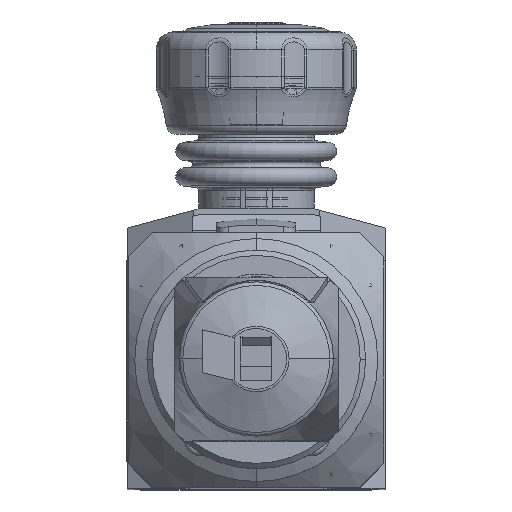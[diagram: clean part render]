
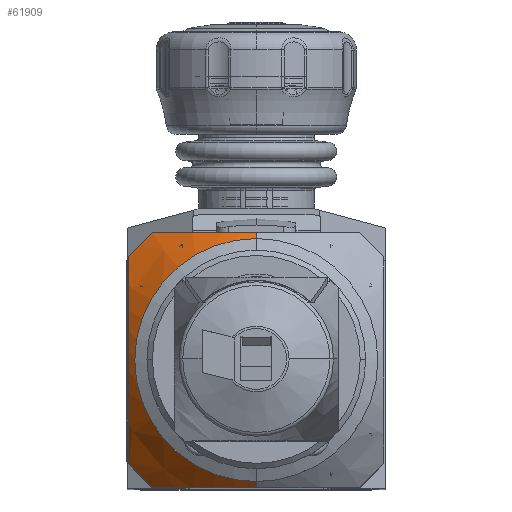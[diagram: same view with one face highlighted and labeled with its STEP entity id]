
A CAD part, top view. The second image highlights one B-rep face of the part: STEP entity #61909.
In plain terms, the highlighted conical face has half-angle 45 degrees and reference radius 23.509 mm.
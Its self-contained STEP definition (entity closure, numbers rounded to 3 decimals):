
#6304=CARTESIAN_POINT('',(-17.,21.,55.581));
#6305=CARTESIAN_POINT('',(-17.444,20.556,55.647));
#6306=CARTESIAN_POINT('',(-18.331,19.669,55.735));
#6307=CARTESIAN_POINT('',(-19.669,18.331,55.735));
#6308=CARTESIAN_POINT('',(-20.556,17.444,55.647));
#6309=CARTESIAN_POINT('',(-21.,17.,55.581));
#6373=CARTESIAN_POINT('',(-21.,-17.,
55.581));
#6374=CARTESIAN_POINT('',(-20.556,-17.444,
55.647));
#6375=CARTESIAN_POINT('',(-19.669,-18.331,
55.735));
#6376=CARTESIAN_POINT('',(-18.331,-19.669,
55.735));
#6377=CARTESIAN_POINT('',(-17.444,-20.556,
55.647));
#6378=CARTESIAN_POINT('',(-17.,-21.,
55.581));
#6384=CARTESIAN_POINT('',(-17.,21.,55.581));
#6385=CARTESIAN_POINT('',(-16.195,21.,56.088));
#6386=CARTESIAN_POINT('',(-14.645,21.,57.019));
#6387=CARTESIAN_POINT('',(-12.53,21.,58.167));
#6388=CARTESIAN_POINT('',(-10.561,21.,59.115));
#6389=CARTESIAN_POINT('',(-8.697,21.,59.891));
#6390=CARTESIAN_POINT('',(-6.898,21.,60.518));
#6391=CARTESIAN_POINT('',(-5.143,21.,61.001));
#6392=CARTESIAN_POINT('',(-3.416,21.,61.346));
#6393=CARTESIAN_POINT('',(-1.707,21.,61.554));
#6394=CARTESIAN_POINT('',(-0.568,21.,61.6));
#6395=CARTESIAN_POINT('',(0.,21.,61.6));
#6397=CARTESIAN_POINT('',(0.,0.,62.6));
#6398=DIRECTION('',(0.,0.,1.));
#6399=DIRECTION('',(0.,1.,0.));
#6400=AXIS2_PLACEMENT_3D('',#6397,#6398,#6399);
#6402=DIRECTION('',(0.,-0.707,-0.707));
#6403=VECTOR('',#6402,1.414);
#6404=CARTESIAN_POINT('',(0.,-20.,62.6));
#6405=LINE('',#6404,#6403);
#6406=CARTESIAN_POINT('',(0.,-21.,61.6));
#6407=CARTESIAN_POINT('',(-0.578,-21.,61.6));
#6408=CARTESIAN_POINT('',(-1.734,-21.,
61.552));
#6409=CARTESIAN_POINT('',(-3.469,-21.,
61.339));
#6410=CARTESIAN_POINT('',(-5.217,-21.,
60.984));
#6411=CARTESIAN_POINT('',(-6.986,-21.,
60.49));
#6412=CARTESIAN_POINT('',(-8.792,-21.,
59.855));
#6413=CARTESIAN_POINT('',(-10.655,-21.,
59.072));
#6414=CARTESIAN_POINT('',(-12.61,-21.,
58.125));
#6415=CARTESIAN_POINT('',(-14.697,-21.,
56.989));
#6416=CARTESIAN_POINT('',(-16.214,-21.,
56.076));
#6417=CARTESIAN_POINT('',(-17.,-21.,
55.581));
#6419=CARTESIAN_POINT('',(-21.,-17.,
55.581));
#6420=CARTESIAN_POINT('',(-21.,-16.179,
56.098));
#6421=CARTESIAN_POINT('',(-21.,-14.602,
57.045));
#6422=CARTESIAN_POINT('',(-21.,-12.46,
58.203));
#6423=CARTESIAN_POINT('',(-21.,-10.476,
59.153));
#6424=CARTESIAN_POINT('',(-21.,-8.612,
59.924));
#6425=CARTESIAN_POINT('',(-21.,-6.819,
60.542));
#6426=CARTESIAN_POINT('',(-21.,-5.08,
61.016));
#6427=CARTESIAN_POINT('',(-21.,-3.37,
61.353));
#6428=CARTESIAN_POINT('',(-21.,-1.683,
61.555));
#6429=CARTESIAN_POINT('',(-21.,0.002,
61.622));
#6430=CARTESIAN_POINT('',(-21.,1.682,61.555));
#6431=CARTESIAN_POINT('',(-21.,3.375,61.353));
#6432=CARTESIAN_POINT('',(-21.,5.081,61.016));
#6433=CARTESIAN_POINT('',(-21.,6.82,60.542));
#6434=CARTESIAN_POINT('',(-21.,8.61,59.925));
#6435=CARTESIAN_POINT('',(-21.,10.477,59.152));
#6436=CARTESIAN_POINT('',(-21.,12.456,58.205));
#6437=CARTESIAN_POINT('',(-21.,14.595,57.048));
#6438=CARTESIAN_POINT('',(-21.,16.176,56.1));
#6439=CARTESIAN_POINT('',(-21.,17.,55.581));
#6441=CARTESIAN_POINT('',(0.,21.,61.6));
#6494=DIRECTION('',(0.,0.707,-0.707));
#6495=VECTOR('',#6494,1.414);
#6496=CARTESIAN_POINT('',(0.,20.,62.6));
#6497=LINE('',#6496,#6495);
#43726=CARTESIAN_POINT('',(-21.,17.,
55.581));
#43727=VERTEX_POINT('',#43726);
#43728=VERTEX_POINT('',#6419);
#43729=CARTESIAN_POINT('',(-17.,21.,
55.581));
#43730=VERTEX_POINT('',#43729);
#43733=VERTEX_POINT('',#6441);
#43740=CARTESIAN_POINT('',(-17.,-21.,
55.581));
#43741=VERTEX_POINT('',#43740);
#43742=VERTEX_POINT('',#6406);
#43743=CARTESIAN_POINT('',(0.,20.,62.6));
#43744=VERTEX_POINT('',#43743);
#43745=CARTESIAN_POINT('',(0.,-20.,62.6));
#43746=VERTEX_POINT('',#43745);
#61891=CARTESIAN_POINT('',(0.,0.,59.091));
#61892=DIRECTION('',(0.,0.,-1.));
#61893=DIRECTION('',(0.,-1.,0.));
#61894=AXIS2_PLACEMENT_3D('',#61891,#61892,#61893);
#61895=CONICAL_SURFACE('',#61894,23.509,45.);
#61896=ORIENTED_EDGE('',*,*,#61814,.T.);
#61898=ORIENTED_EDGE('',*,*,#61897,.F.);
#61900=ORIENTED_EDGE('',*,*,#61899,.T.);
#61902=ORIENTED_EDGE('',*,*,#61901,.T.);
#61903=ORIENTED_EDGE('',*,*,#61870,.T.);
#61904=ORIENTED_EDGE('',*,*,#61885,.F.);
#61905=ORIENTED_EDGE('',*,*,#61783,.T.);
#61906=ORIENTED_EDGE('',*,*,#61798,.F.);
#61907=EDGE_LOOP('',(#61896,#61898,#61900,#61902,#61903,#61904,#61905,#61906));
#61908=FACE_OUTER_BOUND('',#61907,.F.);
#61909=ADVANCED_FACE('',(#61908),#61895,.T.);
#6310=B_SPLINE_CURVE_WITH_KNOTS('',3,(#6304,#6305,#6306,#6307,#6308,#6309),
.UNSPECIFIED.,.F.,.F.,(4,1,1,4),(0.,0.333,0.667,1.),
.UNSPECIFIED.);
#6379=B_SPLINE_CURVE_WITH_KNOTS('',3,(#6373,#6374,#6375,#6376,#6377,#6378),
.UNSPECIFIED.,.F.,.F.,(4,1,1,4),(0.,0.333,0.667,1.),
.UNSPECIFIED.);
#6396=B_SPLINE_CURVE_WITH_KNOTS('',3,(#6384,#6385,#6386,#6387,#6388,#6389,#6390,
#6391,#6392,#6393,#6394,#6395),.UNSPECIFIED.,.F.,.F.,(4,1,1,1,1,1,1,1,1,4),
(0.,0.111,0.222,0.333,0.444,
0.556,0.667,0.778,0.889,1.),
.UNSPECIFIED.);
#6401=CIRCLE('',#6400,20.);
#6418=B_SPLINE_CURVE_WITH_KNOTS('',3,(#6406,#6407,#6408,#6409,#6410,#6411,#6412,
#6413,#6414,#6415,#6416,#6417),.UNSPECIFIED.,.F.,.F.,(4,1,1,1,1,1,1,1,1,4),
(0.,0.111,0.222,0.333,0.444,
0.556,0.667,0.778,0.889,1.),
.UNSPECIFIED.);
#6440=B_SPLINE_CURVE_WITH_KNOTS('',3,(#6419,#6420,#6421,#6422,#6423,#6424,#6425,
#6426,#6427,#6428,#6429,#6430,#6431,#6432,#6433,#6434,#6435,#6436,#6437,#6438,
#6439),.UNSPECIFIED.,.F.,.F.,(4,1,1,1,1,1,1,1,1,1,1,1,1,1,1,1,1,1,4),(0.,
0.056,0.111,0.167,0.222,
0.278,0.333,0.389,0.444,0.5,
0.556,0.611,0.667,0.722,
0.778,0.833,0.889,0.944,1.),
.UNSPECIFIED.);
#61783=EDGE_CURVE('',#43728,#43727,#6440,.T.);
#61798=EDGE_CURVE('',#43730,#43727,#6310,.T.);
#61814=EDGE_CURVE('',#43730,#43733,#6396,.T.);
#61870=EDGE_CURVE('',#43742,#43741,#6418,.T.);
#61885=EDGE_CURVE('',#43728,#43741,#6379,.T.);
#61897=EDGE_CURVE('',#43744,#43733,#6497,.T.);
#61899=EDGE_CURVE('',#43744,#43746,#6401,.T.);
#61901=EDGE_CURVE('',#43746,#43742,#6405,.T.);
